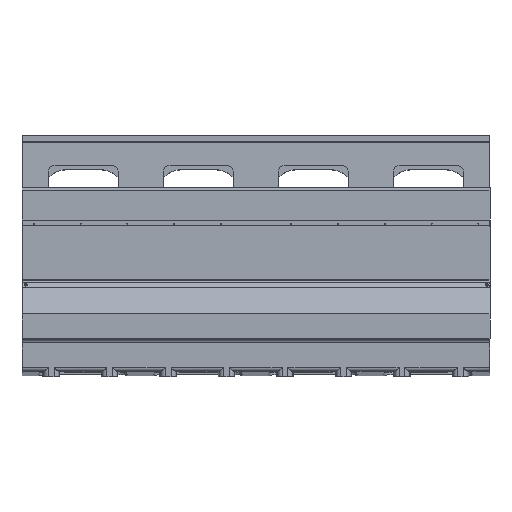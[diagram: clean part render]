
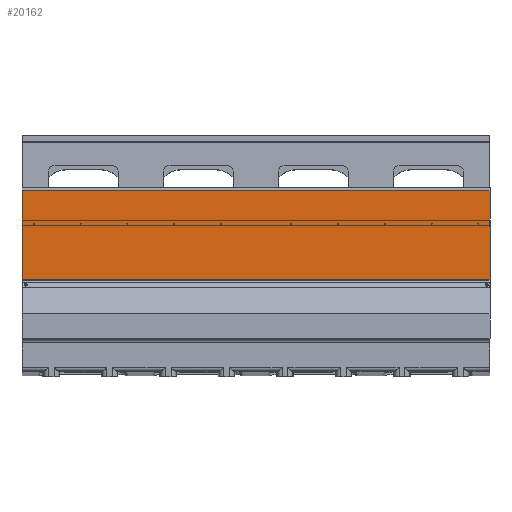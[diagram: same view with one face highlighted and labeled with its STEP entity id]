
A CAD part, front view. The second image highlights one B-rep face of the part: STEP entity #20162.
In plain terms, the highlighted planar face has unit normal (0, -1, 0).
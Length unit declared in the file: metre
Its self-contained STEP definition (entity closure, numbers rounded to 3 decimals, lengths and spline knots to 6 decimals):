
#287=FACE_BOUND('',#3283,.T.);
#288=FACE_BOUND('',#3284,.T.);
#289=FACE_BOUND('',#3285,.T.);
#290=FACE_BOUND('',#3286,.T.);
#291=FACE_BOUND('',#3287,.T.);
#292=FACE_BOUND('',#3288,.T.);
#293=FACE_BOUND('',#3289,.T.);
#294=FACE_BOUND('',#3290,.T.);
#295=FACE_BOUND('',#3291,.T.);
#296=FACE_BOUND('',#3292,.T.);
#839=PLANE('',#21929);
#2194=FACE_OUTER_BOUND('',#3282,.T.);
#3282=EDGE_LOOP('',(#17206,#17207,#17208,#17209));
#3283=EDGE_LOOP('',(#17210));
#3284=EDGE_LOOP('',(#17211));
#3285=EDGE_LOOP('',(#17212));
#3286=EDGE_LOOP('',(#17213));
#3287=EDGE_LOOP('',(#17214));
#3288=EDGE_LOOP('',(#17215));
#3289=EDGE_LOOP('',(#17216));
#3290=EDGE_LOOP('',(#17217));
#3291=EDGE_LOOP('',(#17218));
#3292=EDGE_LOOP('',(#17219));
#5262=LINE('',#33249,#7174);
#5267=LINE('',#33259,#7179);
#5268=LINE('',#33261,#7180);
#5269=LINE('',#33262,#7181);
#7174=VECTOR('',#26863,1.);
#7179=VECTOR('',#26872,1.);
#7180=VECTOR('',#26873,1.);
#7181=VECTOR('',#26874,1.);
#7663=CIRCLE('',#21895,0.0021);
#7665=CIRCLE('',#21898,0.0021);
#7667=CIRCLE('',#21901,0.0021);
#7669=CIRCLE('',#21904,0.0021);
#7671=CIRCLE('',#21907,0.0021);
#7673=CIRCLE('',#21910,0.0021);
#7675=CIRCLE('',#21913,0.0021);
#7677=CIRCLE('',#21916,0.0021);
#7679=CIRCLE('',#21919,0.0021);
#7681=CIRCLE('',#21922,0.0021);
#9386=VERTEX_POINT('',#33161);
#9388=VERTEX_POINT('',#33167);
#9390=VERTEX_POINT('',#33173);
#9392=VERTEX_POINT('',#33179);
#9394=VERTEX_POINT('',#33185);
#9396=VERTEX_POINT('',#33191);
#9398=VERTEX_POINT('',#33197);
#9400=VERTEX_POINT('',#33203);
#9402=VERTEX_POINT('',#33209);
#9404=VERTEX_POINT('',#33215);
#9415=VERTEX_POINT('',#33246);
#9416=VERTEX_POINT('',#33248);
#9419=VERTEX_POINT('',#33258);
#9420=VERTEX_POINT('',#33260);
#12008=EDGE_CURVE('',#9386,#9386,#7663,.T.);
#12011=EDGE_CURVE('',#9388,#9388,#7665,.T.);
#12014=EDGE_CURVE('',#9390,#9390,#7667,.T.);
#12017=EDGE_CURVE('',#9392,#9392,#7669,.T.);
#12020=EDGE_CURVE('',#9394,#9394,#7671,.T.);
#12023=EDGE_CURVE('',#9396,#9396,#7673,.T.);
#12026=EDGE_CURVE('',#9398,#9398,#7675,.T.);
#12029=EDGE_CURVE('',#9400,#9400,#7677,.T.);
#12032=EDGE_CURVE('',#9402,#9402,#7679,.T.);
#12035=EDGE_CURVE('',#9404,#9404,#7681,.T.);
#12050=EDGE_CURVE('',#9416,#9415,#5262,.T.);
#12055=EDGE_CURVE('',#9415,#9419,#5267,.T.);
#12056=EDGE_CURVE('',#9419,#9420,#5268,.T.);
#12057=EDGE_CURVE('',#9416,#9420,#5269,.T.);
#17206=ORIENTED_EDGE('',*,*,#12055,.T.);
#17207=ORIENTED_EDGE('',*,*,#12056,.T.);
#17208=ORIENTED_EDGE('',*,*,#12057,.F.);
#17209=ORIENTED_EDGE('',*,*,#12050,.T.);
#17210=ORIENTED_EDGE('',*,*,#12008,.F.);
#17211=ORIENTED_EDGE('',*,*,#12011,.F.);
#17212=ORIENTED_EDGE('',*,*,#12014,.F.);
#17213=ORIENTED_EDGE('',*,*,#12017,.F.);
#17214=ORIENTED_EDGE('',*,*,#12020,.F.);
#17215=ORIENTED_EDGE('',*,*,#12023,.F.);
#17216=ORIENTED_EDGE('',*,*,#12026,.F.);
#17217=ORIENTED_EDGE('',*,*,#12029,.F.);
#17218=ORIENTED_EDGE('',*,*,#12032,.F.);
#17219=ORIENTED_EDGE('',*,*,#12035,.F.);
#20162=ADVANCED_FACE('',(#2194,#287,#288,#289,#290,#291,#292,#293,#294,
#295,#296),#839,.F.);
#21895=AXIS2_PLACEMENT_3D('',#33163,#26774,#26775);
#21898=AXIS2_PLACEMENT_3D('',#33169,#26781,#26782);
#21901=AXIS2_PLACEMENT_3D('',#33175,#26788,#26789);
#21904=AXIS2_PLACEMENT_3D('',#33181,#26795,#26796);
#21907=AXIS2_PLACEMENT_3D('',#33187,#26802,#26803);
#21910=AXIS2_PLACEMENT_3D('',#33193,#26809,#26810);
#21913=AXIS2_PLACEMENT_3D('',#33199,#26816,#26817);
#21916=AXIS2_PLACEMENT_3D('',#33205,#26823,#26824);
#21919=AXIS2_PLACEMENT_3D('',#33211,#26830,#26831);
#21922=AXIS2_PLACEMENT_3D('',#33217,#26837,#26838);
#21929=AXIS2_PLACEMENT_3D('',#33257,#26870,#26871);
#26774=DIRECTION('center_axis',(0.,-1.,0.));
#26775=DIRECTION('ref_axis',(1.,0.,0.));
#26781=DIRECTION('center_axis',(0.,-1.,0.));
#26782=DIRECTION('ref_axis',(1.,0.,0.));
#26788=DIRECTION('center_axis',(0.,-1.,0.));
#26789=DIRECTION('ref_axis',(1.,0.,0.));
#26795=DIRECTION('center_axis',(0.,-1.,0.));
#26796=DIRECTION('ref_axis',(1.,0.,0.));
#26802=DIRECTION('center_axis',(0.,-1.,0.));
#26803=DIRECTION('ref_axis',(1.,0.,0.));
#26809=DIRECTION('center_axis',(0.,-1.,0.));
#26810=DIRECTION('ref_axis',(1.,0.,0.));
#26816=DIRECTION('center_axis',(0.,-1.,0.));
#26817=DIRECTION('ref_axis',(1.,0.,0.));
#26823=DIRECTION('center_axis',(0.,-1.,0.));
#26824=DIRECTION('ref_axis',(1.,0.,0.));
#26830=DIRECTION('center_axis',(0.,-1.,0.));
#26831=DIRECTION('ref_axis',(1.,0.,0.));
#26837=DIRECTION('center_axis',(0.,-1.,0.));
#26838=DIRECTION('ref_axis',(1.,0.,0.));
#26863=DIRECTION('',(0.,0.,1.));
#26870=DIRECTION('center_axis',(0.,1.,0.));
#26871=DIRECTION('ref_axis',(-1.,0.,0.));
#26872=DIRECTION('',(-1.,0.,0.));
#26873=DIRECTION('',(0.,0.,-1.));
#26874=DIRECTION('',(-1.,0.,0.));
#33161=CARTESIAN_POINT('',(0.950389,0.65047,-0.084473));
#33163=CARTESIAN_POINT('Origin',(0.952489,0.65047,-0.084473));
#33167=CARTESIAN_POINT('',(0.750389,0.65047,-0.084473));
#33169=CARTESIAN_POINT('Origin',(0.752489,0.65047,-0.084473));
#33173=CARTESIAN_POINT('',(0.550389,0.65047,-0.084473));
#33175=CARTESIAN_POINT('Origin',(0.552489,0.65047,-0.084473));
#33179=CARTESIAN_POINT('',(0.350389,0.65047,-0.084473));
#33181=CARTESIAN_POINT('Origin',(0.352489,0.65047,-0.084473));
#33185=CARTESIAN_POINT('',(-0.949611,0.65047,-0.084473));
#33187=CARTESIAN_POINT('Origin',(-0.947511,0.65047,-0.084473));
#33191=CARTESIAN_POINT('',(-0.749611,0.65047,-0.084473));
#33193=CARTESIAN_POINT('Origin',(-0.747511,0.65047,-0.084473));
#33197=CARTESIAN_POINT('',(-0.549611,0.65047,-0.084473));
#33199=CARTESIAN_POINT('Origin',(-0.547511,0.65047,-0.084473));
#33203=CARTESIAN_POINT('',(-0.349611,0.65047,-0.084473));
#33205=CARTESIAN_POINT('Origin',(-0.347511,0.65047,-0.084473));
#33209=CARTESIAN_POINT('',(0.150389,0.65047,-0.084473));
#33211=CARTESIAN_POINT('Origin',(0.152489,0.65047,-0.084473));
#33215=CARTESIAN_POINT('',(-0.149611,0.65047,-0.084473));
#33217=CARTESIAN_POINT('Origin',(-0.147511,0.65047,-0.084473));
#33246=CARTESIAN_POINT('',(1.001739,0.65047,0.056578));
#33248=CARTESIAN_POINT('',(1.001739,0.65047,-0.323669));
#33249=CARTESIAN_POINT('',(1.001739,0.65047,-0.327071));
#33257=CARTESIAN_POINT('Origin',(-0.996761,0.65047,-0.327071));
#33258=CARTESIAN_POINT('',(-0.996761,0.65047,0.056578));
#33259=CARTESIAN_POINT('',(1.001739,0.65047,0.056578));
#33260=CARTESIAN_POINT('',(-0.996761,0.65047,-0.323669));
#33261=CARTESIAN_POINT('',(-0.996761,0.65047,-0.327071));
#33262=CARTESIAN_POINT('',(1.001739,0.65047,-0.323669));
